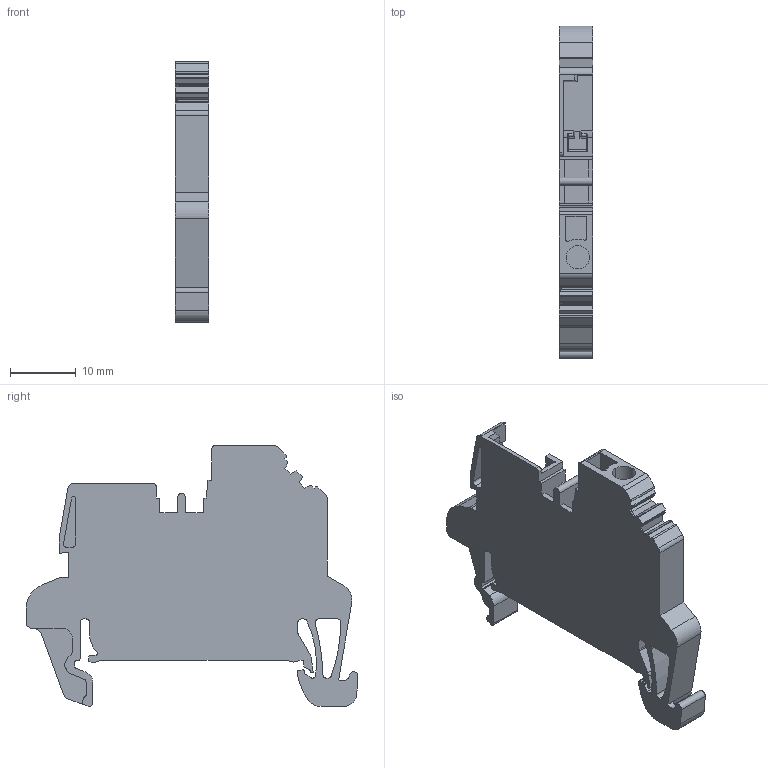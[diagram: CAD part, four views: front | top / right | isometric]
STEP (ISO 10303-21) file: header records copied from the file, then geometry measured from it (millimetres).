
FILE_DESCRIPTION(('CATIA V5 STEP Exchange','CAx-IF Rec.Pracs.--- Model Styling and Organization---1.4--- 2014-01-23'),'2;1');
FILE_NAME ('D1450803_0', '2019-11-18T11:04:41+00:00', ('none'), ('Weidmueller'), 'CATIA Version 5-6 Release 2016 SP3 HF44', 'CATIA V5 STEP AP214', 'none');
FILE_SCHEMA(('AUTOMOTIVE_DESIGN { 1 0 10303 214 1 1 1 1 }'));
Length unit declared in the file: millimetre
Products named in the file (1): 1305330000_WT2-5
Bounding box: 5.1 x 50.37 x 39.63 mm (x, y, z)
Volume: 5044.7 mm3; surface area: 4645.4 mm2
Topology: 1 solids, 1 shells, 277 faces, 798 edges, 529 vertices
Faces by surface type: plane 153, cylinder 107, extrusion 11, torus 6
Entity records: 8890 total; most frequent: CARTESIAN_POINT 1815, ORIENTED_EDGE 1596, DIRECTION 1226, EDGE_CURVE 798, VECTOR 550, LINE 539, VERTEX_POINT 529, AXIS2_PLACEMENT_3D 447
